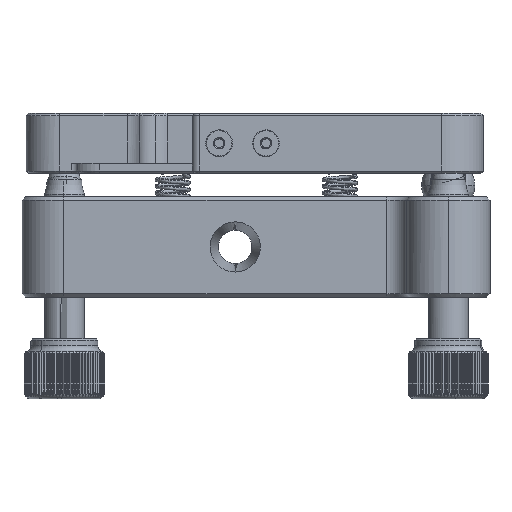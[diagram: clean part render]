
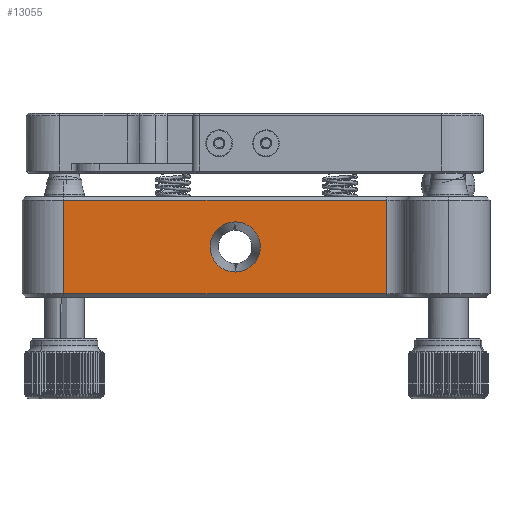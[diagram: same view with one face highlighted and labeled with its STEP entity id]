
A CAD part, left-side view. The second image highlights one B-rep face of the part: STEP entity #13055.
In plain terms, the highlighted planar face has unit normal (-1, 0, 0).
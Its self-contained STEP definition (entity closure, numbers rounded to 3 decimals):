
#505 = CARTESIAN_POINT ( 'NONE',  ( -12.5, 63.75, 0.5 ) ) ;
#771 = CARTESIAN_POINT ( 'NONE',  ( -12.5, 15.5, 0.5 ) ) ;
#1227 = PLANE ( 'NONE',  #21271 ) ;
#1648 = ORIENTED_EDGE ( 'NONE', *, *, #52226, .F. ) ;
#1821 = CARTESIAN_POINT ( 'NONE',  ( -12.5, 40.405, 10.499 ) ) ;
#2088 = CARTESIAN_POINT ( 'NONE',  ( -12.5, 41.377, 5.611 ) ) ;
#2344 = CARTESIAN_POINT ( 'NONE',  ( -12.5, 35.101, 9.805 ) ) ;
#2355 = CARTESIAN_POINT ( 'NONE',  ( -12.5, 39.082, 11.152 ) ) ;
#2788 = CARTESIAN_POINT ( 'NONE',  ( -12.5, 63.75, 5.167 ) ) ;
#2875 = CARTESIAN_POINT ( 'NONE',  ( -12.5, 36.211, 10.777 ) ) ;
#3227 = CARTESIAN_POINT ( 'NONE',  ( -12.5, 31.583, 14.5 ) ) ;
#3386 = VERTEX_POINT ( 'NONE', #30975 ) ;
#5888 = CARTESIAN_POINT ( 'NONE',  ( -12.5, 34.823, 5.611 ) ) ;
#6546 = CARTESIAN_POINT ( 'NONE',  ( -12.5, 15.5, 0.5 ) ) ;
#6990 = ORIENTED_EDGE ( 'NONE', *, *, #29315, .F. ) ;
#8471 = EDGE_CURVE ( 'NONE', #41327, #16168, #26338, .T. ) ;
#10076 = EDGE_LOOP ( 'NONE', ( #42396, #32688, #37169, #30382 ) ) ;
#10250 = CARTESIAN_POINT ( 'NONE',  ( -12.5, 38.1, 11.25 ) ) ;
#10258 = CARTESIAN_POINT ( 'NONE',  ( -12.5, 39.989, 10.777 ) ) ;
#11587 = CARTESIAN_POINT ( 'NONE',  ( -12.5, 63.75, 14.5 ) ) ;
#13055 = ADVANCED_FACE ( 'NONE', ( #34093, #25973 ), #1227, .F. ) ;
#14339 = CARTESIAN_POINT ( 'NONE',  ( -12.5, 41.85, 7.009 ) ) ;
#14608 = CARTESIAN_POINT ( 'NONE',  ( -12.5, 39.082, 3.848 ) ) ;
#16168 = VERTEX_POINT ( 'NONE', #19537 ) ;
#17805 = DIRECTION ( 'NONE',  ( 0., 1., 0. ) ) ;
#18408 = CARTESIAN_POINT ( 'NONE',  ( -12.5, 41.752, 8.482 ) ) ;
#18679 = CARTESIAN_POINT ( 'NONE',  ( -12.5, 41.099, 5.195 ) ) ;
#18949 = CARTESIAN_POINT ( 'NONE',  ( -12.5, 38.591, 3.75 ) ) ;
#19382 = CARTESIAN_POINT ( 'NONE',  ( -12.5, 63.75, 14.5 ) ) ;
#19537 = CARTESIAN_POINT ( 'NONE',  ( -12.5, 63.75, 0.5 ) ) ;
#19589 = CARTESIAN_POINT ( 'NONE',  ( -12.5, 15.5, 9.833 ) ) ;
#21271 = AXIS2_PLACEMENT_3D ( 'NONE', #42805, #34361, #17805 ) ;
#22493 = CARTESIAN_POINT ( 'NONE',  ( -12.5, 38.591, 11.25 ) ) ;
#22745 = CARTESIAN_POINT ( 'NONE',  ( -12.5, 34.35, 7.991 ) ) ;
#22770 = EDGE_CURVE ( 'NONE', #44867, #26300, #26847, .T. ) ;
#23125 = CARTESIAN_POINT ( 'NONE',  ( -12.5, 15.5, 5.167 ) ) ;
#23540 = CARTESIAN_POINT ( 'NONE',  ( -12.5, 35.795, 10.499 ) ) ;
#24789 = B_SPLINE_CURVE_WITH_KNOTS ( 'NONE', 3,
 ( #30890, #22493, #2355, #10258, #1821, #48248, #26834, #18408, #51503, #14339, #47725, #2088, #18679, #35227, #51773, #14608, #18949, #35497 ),
 .UNSPECIFIED., .F., .F.,
 ( 4, 2, 2, 2, 2, 2, 2, 2, 4 ),
 ( 0., 0.125, 0.25, 0.375, 0.5, 0.625, 0.75, 0.875, 1. ),
 .UNSPECIFIED. ) ;
#25501 = EDGE_CURVE ( 'NONE', #16168, #44867, #52516, .T. ) ;
#25878 = EDGE_CURVE ( 'NONE', #41327, #26300, #40815, .T. ) ;
#25973 = FACE_BOUND ( 'NONE', #34047, .T. ) ;
#26300 = VERTEX_POINT ( 'NONE', #29467 ) ;
#26338 = B_SPLINE_CURVE_WITH_KNOTS ( 'NONE', 3,
 ( #771, #50208, #33910, #505 ),
 .UNSPECIFIED., .F., .F.,
 ( 4, 4 ),
 ( 0., 1. ),
 .UNSPECIFIED. ) ;
#26710 = CARTESIAN_POINT ( 'NONE',  ( -12.5, 38.1, 3.75 ) ) ;
#26834 = CARTESIAN_POINT ( 'NONE',  ( -12.5, 41.377, 9.389 ) ) ;
#26847 = B_SPLINE_CURVE_WITH_KNOTS ( 'NONE', 3,
 ( #37177, #32274, #3227, #41267 ),
 .UNSPECIFIED., .F., .F.,
 ( 4, 4 ),
 ( 0., 1. ),
 .UNSPECIFIED. ) ;
#27622 = CARTESIAN_POINT ( 'NONE',  ( -12.5, 36.211, 4.223 ) ) ;
#28258 = B_SPLINE_CURVE_WITH_KNOTS ( 'NONE', 3,
 ( #35489, #30881, #39573, #27622, #40094, #52020, #5888, #51494, #43650, #22745, #31403, #47455, #2344, #23540, #2875, #47977, #39035, #10250 ),
 .UNSPECIFIED., .F., .F.,
 ( 4, 2, 2, 2, 2, 2, 2, 2, 4 ),
 ( 0., 0.125, 0.25, 0.375, 0.5, 0.625, 0.75, 0.875, 1. ),
 .UNSPECIFIED. ) ;
#29315 = EDGE_CURVE ( 'NONE', #3386, #30107, #24789, .T. ) ;
#29467 = CARTESIAN_POINT ( 'NONE',  ( -12.5, 15.5, 14.5 ) ) ;
#30107 = VERTEX_POINT ( 'NONE', #26710 ) ;
#30382 = ORIENTED_EDGE ( 'NONE', *, *, #25878, .T. ) ;
#30881 = CARTESIAN_POINT ( 'NONE',  ( -12.5, 37.609, 3.75 ) ) ;
#30890 = CARTESIAN_POINT ( 'NONE',  ( -12.5, 38.1, 11.25 ) ) ;
#30975 = CARTESIAN_POINT ( 'NONE',  ( -12.5, 38.1, 11.25 ) ) ;
#31403 = CARTESIAN_POINT ( 'NONE',  ( -12.5, 34.448, 8.482 ) ) ;
#32274 = CARTESIAN_POINT ( 'NONE',  ( -12.5, 47.667, 14.5 ) ) ;
#32688 = ORIENTED_EDGE ( 'NONE', *, *, #25501, .F. ) ;
#33910 = CARTESIAN_POINT ( 'NONE',  ( -12.5, 47.667, 0.5 ) ) ;
#34047 = EDGE_LOOP ( 'NONE', ( #1648, #6990 ) ) ;
#34093 = FACE_OUTER_BOUND ( 'NONE', #10076, .T. ) ;
#34361 = DIRECTION ( 'NONE',  ( 1., 0., 0. ) ) ;
#35227 = CARTESIAN_POINT ( 'NONE',  ( -12.5, 40.405, 4.501 ) ) ;
#35489 = CARTESIAN_POINT ( 'NONE',  ( -12.5, 38.1, 3.75 ) ) ;
#35497 = CARTESIAN_POINT ( 'NONE',  ( -12.5, 38.1, 3.75 ) ) ;
#37169 = ORIENTED_EDGE ( 'NONE', *, *, #8471, .F. ) ;
#37177 = CARTESIAN_POINT ( 'NONE',  ( -12.5, 63.75, 14.5 ) ) ;
#39035 = CARTESIAN_POINT ( 'NONE',  ( -12.5, 37.609, 11.25 ) ) ;
#39573 = CARTESIAN_POINT ( 'NONE',  ( -12.5, 37.118, 3.848 ) ) ;
#40013 = CARTESIAN_POINT ( 'NONE',  ( -12.5, 63.75, 0.5 ) ) ;
#40094 = CARTESIAN_POINT ( 'NONE',  ( -12.5, 35.795, 4.501 ) ) ;
#40815 = B_SPLINE_CURVE_WITH_KNOTS ( 'NONE', 3,
 ( #6546, #23125, #19589, #52660 ),
 .UNSPECIFIED., .F., .F.,
 ( 4, 4 ),
 ( 0., 1. ),
 .UNSPECIFIED. ) ;
#41267 = CARTESIAN_POINT ( 'NONE',  ( -12.5, 15.5, 14.5 ) ) ;
#41327 = VERTEX_POINT ( 'NONE', #42124 ) ;
#42124 = CARTESIAN_POINT ( 'NONE',  ( -12.5, 15.5, 0.5 ) ) ;
#42396 = ORIENTED_EDGE ( 'NONE', *, *, #22770, .F. ) ;
#42805 = CARTESIAN_POINT ( 'NONE',  ( -12.5, 63.75, 15. ) ) ;
#43650 = CARTESIAN_POINT ( 'NONE',  ( -12.5, 34.35, 7.009 ) ) ;
#44355 = CARTESIAN_POINT ( 'NONE',  ( -12.5, 63.75, 9.833 ) ) ;
#44867 = VERTEX_POINT ( 'NONE', #11587 ) ;
#47455 = CARTESIAN_POINT ( 'NONE',  ( -12.5, 34.823, 9.389 ) ) ;
#47725 = CARTESIAN_POINT ( 'NONE',  ( -12.5, 41.752, 6.518 ) ) ;
#47977 = CARTESIAN_POINT ( 'NONE',  ( -12.5, 37.118, 11.152 ) ) ;
#48248 = CARTESIAN_POINT ( 'NONE',  ( -12.5, 41.099, 9.805 ) ) ;
#50208 = CARTESIAN_POINT ( 'NONE',  ( -12.5, 31.583, 0.5 ) ) ;
#51494 = CARTESIAN_POINT ( 'NONE',  ( -12.5, 34.448, 6.518 ) ) ;
#51503 = CARTESIAN_POINT ( 'NONE',  ( -12.5, 41.85, 7.991 ) ) ;
#51773 = CARTESIAN_POINT ( 'NONE',  ( -12.5, 39.989, 4.223 ) ) ;
#52020 = CARTESIAN_POINT ( 'NONE',  ( -12.5, 35.101, 5.195 ) ) ;
#52226 = EDGE_CURVE ( 'NONE', #30107, #3386, #28258, .T. ) ;
#52516 = B_SPLINE_CURVE_WITH_KNOTS ( 'NONE', 3,
 ( #40013, #2788, #44355, #19382 ),
 .UNSPECIFIED., .F., .F.,
 ( 4, 4 ),
 ( 0., 1. ),
 .UNSPECIFIED. ) ;
#52660 = CARTESIAN_POINT ( 'NONE',  ( -12.5, 15.5, 14.5 ) ) ;
